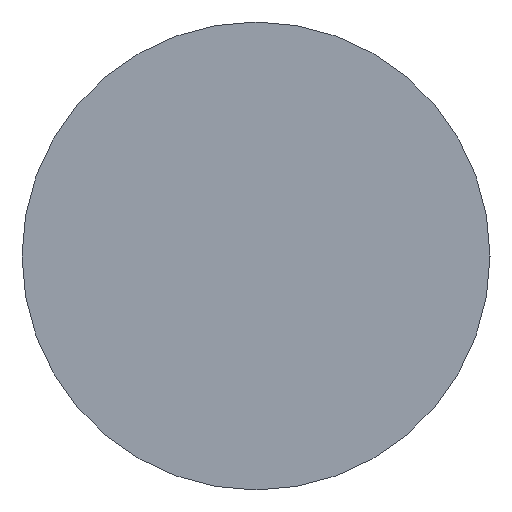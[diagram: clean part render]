
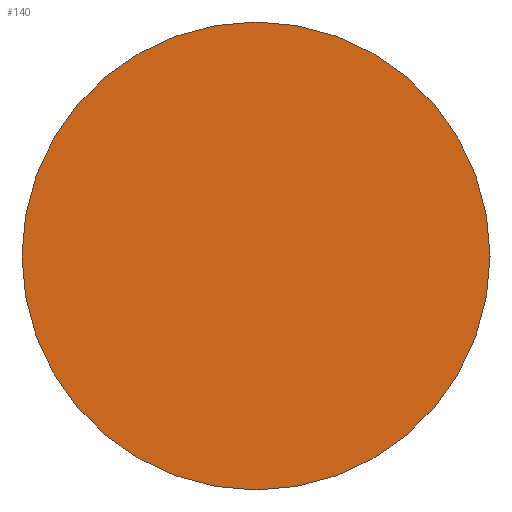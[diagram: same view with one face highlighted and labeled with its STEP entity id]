
A CAD part, front view. The second image highlights one B-rep face of the part: STEP entity #140.
In plain terms, the highlighted planar face has unit normal (0, -1, 0).
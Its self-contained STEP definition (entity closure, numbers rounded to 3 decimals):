
#2 = DIRECTION ( 'NONE',  ( 1., 0., 0. ) ) ;
#13 = VERTEX_POINT ( 'NONE', #117 ) ;
#19 = EDGE_CURVE ( 'NONE', #26, #13, #154, .T. ) ;
#20 = CARTESIAN_POINT ( 'NONE',  ( 0., 0., 0. ) ) ;
#26 = VERTEX_POINT ( 'NONE', #158 ) ;
#30 = CARTESIAN_POINT ( 'NONE',  ( 0., 0., 0. ) ) ;
#41 = DIRECTION ( 'NONE',  ( 1., 0., 0. ) ) ;
#45 = DIRECTION ( 'NONE',  ( 0., -1., 0. ) ) ;
#60 = PLANE ( 'NONE',  #73 ) ;
#70 = ORIENTED_EDGE ( 'NONE', *, *, #19, .T. ) ;
#71 = DIRECTION ( 'NONE',  ( 1., 0., 0. ) ) ;
#73 = AXIS2_PLACEMENT_3D ( 'NONE', #30, #120, #41 ) ;
#76 = FACE_OUTER_BOUND ( 'NONE', #125, .T. ) ;
#77 = AXIS2_PLACEMENT_3D ( 'NONE', #106, #80, #2 ) ;
#80 = DIRECTION ( 'NONE',  ( 0., -1., 0. ) ) ;
#90 = AXIS2_PLACEMENT_3D ( 'NONE', #20, #45, #71 ) ;
#106 = CARTESIAN_POINT ( 'NONE',  ( 0., 0., 0. ) ) ;
#114 = EDGE_CURVE ( 'NONE', #13, #26, #159, .T. ) ;
#117 = CARTESIAN_POINT ( 'NONE',  ( -4.25, 0., 0. ) ) ;
#120 = DIRECTION ( 'NONE',  ( 0., -1., 0. ) ) ;
#125 = EDGE_LOOP ( 'NONE', ( #70, #138 ) ) ;
#138 = ORIENTED_EDGE ( 'NONE', *, *, #114, .T. ) ;
#140 = ADVANCED_FACE ( 'NONE', ( #76 ), #60, .T. ) ;
#154 = CIRCLE ( 'NONE', #77, 4.25 ) ;
#158 = CARTESIAN_POINT ( 'NONE',  ( 4.25, 0., 0. ) ) ;
#159 = CIRCLE ( 'NONE', #90, 4.25 ) ;
